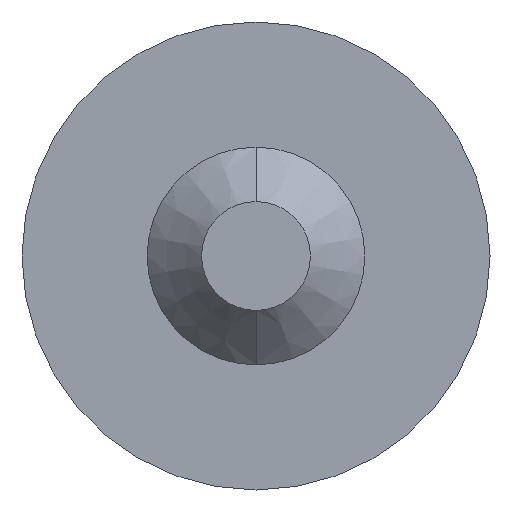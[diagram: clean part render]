
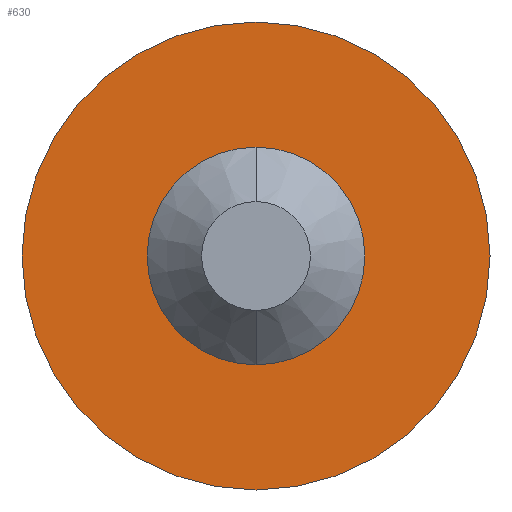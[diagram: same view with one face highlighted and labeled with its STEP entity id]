
A CAD part, front view. The second image highlights one B-rep face of the part: STEP entity #630.
In plain terms, the highlighted planar face has unit normal (0, -1, 0).
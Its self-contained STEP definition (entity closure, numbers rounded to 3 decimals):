
#8 = DIRECTION ( 'NONE',  ( 0., 0., 1. ) ) ;
#21 = AXIS2_PLACEMENT_3D ( 'NONE', #328, #528, #43 ) ;
#23 = DIRECTION ( 'NONE',  ( 0., 0., 1. ) ) ;
#39 = ORIENTED_EDGE ( 'NONE', *, *, #601, .T. ) ;
#43 = DIRECTION ( 'NONE',  ( 0., 0., 1. ) ) ;
#50 = AXIS2_PLACEMENT_3D ( 'NONE', #209, #560, #23 ) ;
#61 = EDGE_LOOP ( 'NONE', ( #124, #320 ) ) ;
#84 = DIRECTION ( 'NONE',  ( 0., 0., 1. ) ) ;
#96 = ORIENTED_EDGE ( 'NONE', *, *, #194, .T. ) ;
#107 = AXIS2_PLACEMENT_3D ( 'NONE', #495, #303, #496 ) ;
#123 = CARTESIAN_POINT ( 'NONE',  ( 0., 0., -2.15 ) ) ;
#124 = ORIENTED_EDGE ( 'NONE', *, *, #306, .F. ) ;
#173 = FACE_OUTER_BOUND ( 'NONE', #61, .T. ) ;
#194 = EDGE_CURVE ( 'NONE', #578, #557, #354, .T. ) ;
#209 = CARTESIAN_POINT ( 'NONE',  ( 0., 0., 0. ) ) ;
#242 = CARTESIAN_POINT ( 'NONE',  ( 0., 0., 2.15 ) ) ;
#244 = AXIS2_PLACEMENT_3D ( 'NONE', #271, #615, #84 ) ;
#248 = CARTESIAN_POINT ( 'NONE',  ( 0., 0., -1. ) ) ;
#271 = CARTESIAN_POINT ( 'NONE',  ( 0., 0., 0. ) ) ;
#273 = AXIS2_PLACEMENT_3D ( 'NONE', #543, #396, #8 ) ;
#303 = DIRECTION ( 'NONE',  ( 0., 1., 0. ) ) ;
#305 = CIRCLE ( 'NONE', #107, 1. ) ;
#306 = EDGE_CURVE ( 'NONE', #326, #484, #585, .T. ) ;
#320 = ORIENTED_EDGE ( 'NONE', *, *, #448, .F. ) ;
#326 = VERTEX_POINT ( 'NONE', #123 ) ;
#328 = CARTESIAN_POINT ( 'NONE',  ( 0., 0., 0. ) ) ;
#349 = PLANE ( 'NONE',  #273 ) ;
#354 = CIRCLE ( 'NONE', #50, 1. ) ;
#381 = CIRCLE ( 'NONE', #21, 2.15 ) ;
#384 = CARTESIAN_POINT ( 'NONE',  ( 0., 0., 1. ) ) ;
#396 = DIRECTION ( 'NONE',  ( 0., 1., 0. ) ) ;
#448 = EDGE_CURVE ( 'NONE', #484, #326, #381, .T. ) ;
#484 = VERTEX_POINT ( 'NONE', #242 ) ;
#495 = CARTESIAN_POINT ( 'NONE',  ( 0., 0., 0. ) ) ;
#496 = DIRECTION ( 'NONE',  ( 0., 0., 1. ) ) ;
#528 = DIRECTION ( 'NONE',  ( 0., 1., 0. ) ) ;
#543 = CARTESIAN_POINT ( 'NONE',  ( 0., 0., 0. ) ) ;
#557 = VERTEX_POINT ( 'NONE', #248 ) ;
#560 = DIRECTION ( 'NONE',  ( 0., 1., 0. ) ) ;
#578 = VERTEX_POINT ( 'NONE', #384 ) ;
#583 = FACE_BOUND ( 'NONE', #616, .T. ) ;
#585 = CIRCLE ( 'NONE', #244, 2.15 ) ;
#601 = EDGE_CURVE ( 'NONE', #557, #578, #305, .T. ) ;
#615 = DIRECTION ( 'NONE',  ( 0., 1., 0. ) ) ;
#616 = EDGE_LOOP ( 'NONE', ( #96, #39 ) ) ;
#630 = ADVANCED_FACE ( 'NONE', ( #583, #173 ), #349, .F. ) ;
